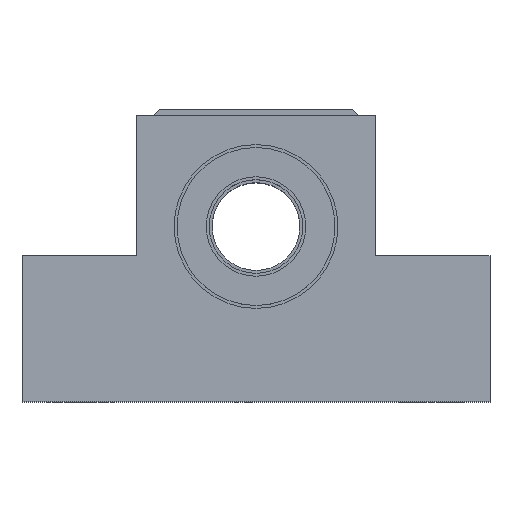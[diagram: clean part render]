
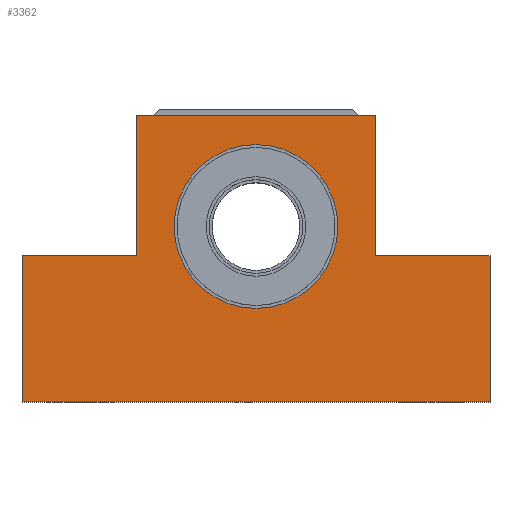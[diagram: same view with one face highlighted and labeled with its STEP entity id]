
A CAD part, top view. The second image highlights one B-rep face of the part: STEP entity #3362.
In plain terms, the highlighted face is planar.
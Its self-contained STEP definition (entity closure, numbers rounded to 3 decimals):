
#135 = CARTESIAN_POINT ( 'NONE',  ( 20.5, 49., -12.5 ) ) ;
#152 = AXIS2_PLACEMENT_3D ( 'NONE', #1537, #2094, #1234 ) ;
#193 = DIRECTION ( 'NONE',  ( 0., -1., 0. ) ) ;
#220 = CARTESIAN_POINT ( 'NONE',  ( 40., 0., -12.5 ) ) ;
#296 = CARTESIAN_POINT ( 'NONE',  ( -20.5, 25., -12.5 ) ) ;
#350 = CARTESIAN_POINT ( 'NONE',  ( 0., 0., -12.5 ) ) ;
#371 = CARTESIAN_POINT ( 'NONE',  ( -20.5, 49., -12.5 ) ) ;
#388 = CARTESIAN_POINT ( 'NONE',  ( 20.5, 49., -12.5 ) ) ;
#405 = DIRECTION ( 'NONE',  ( 0., 1., 0. ) ) ;
#429 = EDGE_CURVE ( 'NONE', #3151, #1335, #631, .T. ) ;
#456 = VERTEX_POINT ( 'NONE', #1480 ) ;
#512 = ORIENTED_EDGE ( 'NONE', *, *, #615, .F. ) ;
#585 = CARTESIAN_POINT ( 'NONE',  ( -40., 0., -12.5 ) ) ;
#588 = VECTOR ( 'NONE', #2462, 1000. ) ;
#615 = EDGE_CURVE ( 'NONE', #3325, #3151, #2960, .T. ) ;
#619 = CARTESIAN_POINT ( 'NONE',  ( 0., 30., -12.5 ) ) ;
#627 = DIRECTION ( 'NONE',  ( 0., -1., 0. ) ) ;
#631 = LINE ( 'NONE', #911, #1134 ) ;
#639 = CARTESIAN_POINT ( 'NONE',  ( -40., 0., -12.5 ) ) ;
#676 = DIRECTION ( 'NONE',  ( 0., 0., -1. ) ) ;
#712 = FACE_BOUND ( 'NONE', #1571, .T. ) ;
#721 = VERTEX_POINT ( 'NONE', #1112 ) ;
#804 = AXIS2_PLACEMENT_3D ( 'NONE', #619, #2656, #3527 ) ;
#893 = EDGE_CURVE ( 'NONE', #3422, #1121, #2325, .T. ) ;
#901 = LINE ( 'NONE', #2064, #2126 ) ;
#911 = CARTESIAN_POINT ( 'NONE',  ( 40., 0., -12.5 ) ) ;
#916 = EDGE_CURVE ( 'NONE', #1335, #721, #901, .T. ) ;
#936 = CARTESIAN_POINT ( 'NONE',  ( 14., 30., -12.5 ) ) ;
#976 = DIRECTION ( 'NONE',  ( -1., 0., 0. ) ) ;
#995 = FACE_OUTER_BOUND ( 'NONE', #2382, .T. ) ;
#1002 = CIRCLE ( 'NONE', #152, 14. ) ;
#1112 = CARTESIAN_POINT ( 'NONE',  ( 20.5, 25., -12.5 ) ) ;
#1121 = VERTEX_POINT ( 'NONE', #936 ) ;
#1134 = VECTOR ( 'NONE', #2649, 1000. ) ;
#1141 = ORIENTED_EDGE ( 'NONE', *, *, #2252, .F. ) ;
#1177 = EDGE_CURVE ( 'NONE', #3341, #3325, #3697, .T. ) ;
#1192 = DIRECTION ( 'NONE',  ( 1., 0., 0. ) ) ;
#1234 = DIRECTION ( 'NONE',  ( -1., 0., 0. ) ) ;
#1238 = LINE ( 'NONE', #135, #2875 ) ;
#1292 = LINE ( 'NONE', #3615, #588 ) ;
#1300 = VERTEX_POINT ( 'NONE', #3448 ) ;
#1314 = CARTESIAN_POINT ( 'NONE',  ( -40., 0., -12.5 ) ) ;
#1323 = ORIENTED_EDGE ( 'NONE', *, *, #3380, .F. ) ;
#1335 = VERTEX_POINT ( 'NONE', #2328 ) ;
#1340 = ORIENTED_EDGE ( 'NONE', *, *, #2819, .F. ) ;
#1480 = CARTESIAN_POINT ( 'NONE',  ( -20.5, 49., -12.5 ) ) ;
#1537 = CARTESIAN_POINT ( 'NONE',  ( 0., 30., -12.5 ) ) ;
#1539 = EDGE_CURVE ( 'NONE', #1121, #3422, #1002, .T. ) ;
#1571 = EDGE_LOOP ( 'NONE', ( #1769, #2193 ) ) ;
#1700 = VECTOR ( 'NONE', #976, 1000. ) ;
#1769 = ORIENTED_EDGE ( 'NONE', *, *, #893, .F. ) ;
#1812 = VERTEX_POINT ( 'NONE', #296 ) ;
#1872 = DIRECTION ( 'NONE',  ( -1., 0., 0. ) ) ;
#1939 = EDGE_CURVE ( 'NONE', #456, #1812, #3516, .T. ) ;
#2024 = DIRECTION ( 'NONE',  ( -1., 0., 0. ) ) ;
#2064 = CARTESIAN_POINT ( 'NONE',  ( 40., 25., -12.5 ) ) ;
#2094 = DIRECTION ( 'NONE',  ( 0., 0., -1. ) ) ;
#2126 = VECTOR ( 'NONE', #2024, 1000. ) ;
#2193 = ORIENTED_EDGE ( 'NONE', *, *, #1539, .F. ) ;
#2252 = EDGE_CURVE ( 'NONE', #721, #1300, #1238, .T. ) ;
#2325 = CIRCLE ( 'NONE', #804, 14. ) ;
#2328 = CARTESIAN_POINT ( 'NONE',  ( 40., 25., -12.5 ) ) ;
#2371 = ORIENTED_EDGE ( 'NONE', *, *, #429, .F. ) ;
#2382 = EDGE_LOOP ( 'NONE', ( #3737, #1340, #3436, #1323, #1141, #3491, #2371, #512 ) ) ;
#2414 = CARTESIAN_POINT ( 'NONE',  ( -40., 25., -12.5 ) ) ;
#2449 = LINE ( 'NONE', #388, #1700 ) ;
#2462 = DIRECTION ( 'NONE',  ( -1., 0., 0. ) ) ;
#2487 = VECTOR ( 'NONE', #193, 1000. ) ;
#2558 = AXIS2_PLACEMENT_3D ( 'NONE', #350, #676, #1872 ) ;
#2649 = DIRECTION ( 'NONE',  ( 0., 1., 0. ) ) ;
#2656 = DIRECTION ( 'NONE',  ( 0., 0., -1. ) ) ;
#2754 = CARTESIAN_POINT ( 'NONE',  ( -14., 30., -12.5 ) ) ;
#2819 = EDGE_CURVE ( 'NONE', #1812, #3341, #1292, .T. ) ;
#2875 = VECTOR ( 'NONE', #405, 1000. ) ;
#2880 = VECTOR ( 'NONE', #1192, 1000. ) ;
#2958 = PLANE ( 'NONE',  #2558 ) ;
#2960 = LINE ( 'NONE', #585, #2880 ) ;
#3151 = VERTEX_POINT ( 'NONE', #220 ) ;
#3325 = VERTEX_POINT ( 'NONE', #639 ) ;
#3341 = VERTEX_POINT ( 'NONE', #2414 ) ;
#3362 = ADVANCED_FACE ( 'NONE', ( #712, #995 ), #2958, .T. ) ;
#3363 = VECTOR ( 'NONE', #627, 1000. ) ;
#3380 = EDGE_CURVE ( 'NONE', #1300, #456, #2449, .T. ) ;
#3422 = VERTEX_POINT ( 'NONE', #2754 ) ;
#3436 = ORIENTED_EDGE ( 'NONE', *, *, #1939, .F. ) ;
#3448 = CARTESIAN_POINT ( 'NONE',  ( 20.5, 49., -12.5 ) ) ;
#3491 = ORIENTED_EDGE ( 'NONE', *, *, #916, .F. ) ;
#3516 = LINE ( 'NONE', #371, #3363 ) ;
#3527 = DIRECTION ( 'NONE',  ( -1., 0., 0. ) ) ;
#3615 = CARTESIAN_POINT ( 'NONE',  ( -40., 25., -12.5 ) ) ;
#3697 = LINE ( 'NONE', #1314, #2487 ) ;
#3737 = ORIENTED_EDGE ( 'NONE', *, *, #1177, .F. ) ;
